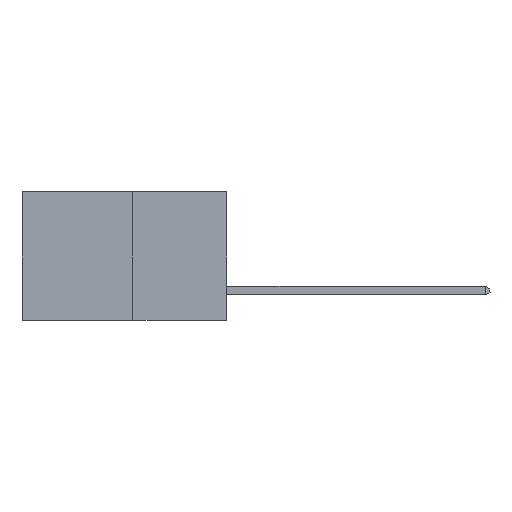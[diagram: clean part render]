
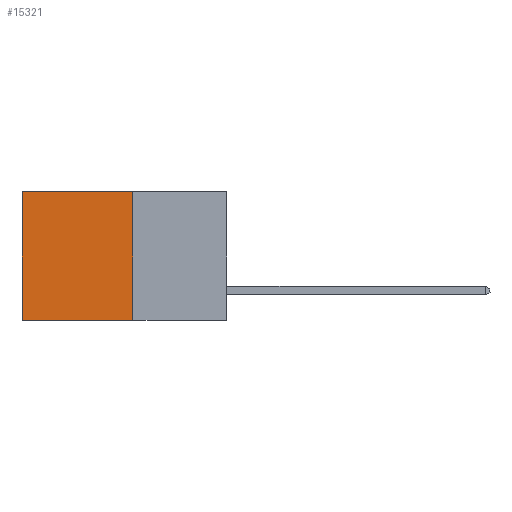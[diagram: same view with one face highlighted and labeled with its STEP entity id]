
A CAD part, left-side view. The second image highlights one B-rep face of the part: STEP entity #15321.
In plain terms, the highlighted planar face has unit normal (-1, 0, 0).
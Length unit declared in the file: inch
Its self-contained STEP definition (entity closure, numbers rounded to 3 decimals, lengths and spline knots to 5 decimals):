
#267 = CARTESIAN_POINT ( 'NONE',  ( 0.277, 0.27, -0.37 ) ) ;
#1567 = AXIS2_PLACEMENT_3D ( 'NONE', #19964, #10056, #21604 ) ;
#1848 = VECTOR ( 'NONE', #18969, 39.37008 ) ;
#1956 = FACE_OUTER_BOUND ( 'NONE', #18802, .T. ) ;
#2507 = VERTEX_POINT ( 'NONE', #3862 ) ;
#3243 = PLANE ( 'NONE',  #1567 ) ;
#3862 = CARTESIAN_POINT ( 'NONE',  ( 0.277, 0.59, -0.37 ) ) ;
#4640 = EDGE_CURVE ( 'NONE', #7113, #2507, #20510, .T. ) ;
#6983 = DIRECTION ( 'NONE',  ( 0., 0., -1. ) ) ;
#7113 = VERTEX_POINT ( 'NONE', #14538 ) ;
#7481 = LINE ( 'NONE', #18804, #1848 ) ;
#7761 = VERTEX_POINT ( 'NONE', #267 ) ;
#8434 = DIRECTION ( 'NONE',  ( 0., 0., -1. ) ) ;
#8494 = CARTESIAN_POINT ( 'NONE',  ( 0.277, 0.27, -0.37 ) ) ;
#8753 = EDGE_CURVE ( 'NONE', #7761, #2507, #7481, .T. ) ;
#9683 = ORIENTED_EDGE ( 'NONE', *, *, #9769, .F. ) ;
#9769 = EDGE_CURVE ( 'NONE', #16652, #7761, #12109, .T. ) ;
#10056 = DIRECTION ( 'NONE',  ( 1., 0., 0. ) ) ;
#11004 = ORIENTED_EDGE ( 'NONE', *, *, #19699, .T. ) ;
#11569 = CARTESIAN_POINT ( 'NONE',  ( 0.277, 0.27, 0. ) ) ;
#11726 = VECTOR ( 'NONE', #6983, 39.37008 ) ;
#11728 = LINE ( 'NONE', #11569, #16107 ) ;
#12109 = LINE ( 'NONE', #8494, #15971 ) ;
#12377 = ORIENTED_EDGE ( 'NONE', *, *, #8753, .F. ) ;
#14418 = CARTESIAN_POINT ( 'NONE',  ( 0.277, 0.59, -0.37 ) ) ;
#14538 = CARTESIAN_POINT ( 'NONE',  ( 0.277, 0.59, 0. ) ) ;
#14891 = DIRECTION ( 'NONE',  ( 0., 1., 0. ) ) ;
#15321 = ADVANCED_FACE ( 'NONE', ( #1956 ), #3243, .F. ) ;
#15971 = VECTOR ( 'NONE', #8434, 39.37008 ) ;
#16107 = VECTOR ( 'NONE', #14891, 39.37008 ) ;
#16159 = ORIENTED_EDGE ( 'NONE', *, *, #4640, .T. ) ;
#16652 = VERTEX_POINT ( 'NONE', #20208 ) ;
#18802 = EDGE_LOOP ( 'NONE', ( #16159, #12377, #9683, #11004 ) ) ;
#18804 = CARTESIAN_POINT ( 'NONE',  ( 0.277, 0.27, -0.37 ) ) ;
#18969 = DIRECTION ( 'NONE',  ( 0., 1., 0. ) ) ;
#19699 = EDGE_CURVE ( 'NONE', #16652, #7113, #11728, .T. ) ;
#19964 = CARTESIAN_POINT ( 'NONE',  ( 0.277, 0.27, -0.37 ) ) ;
#20208 = CARTESIAN_POINT ( 'NONE',  ( 0.277, 0.27, 0. ) ) ;
#20510 = LINE ( 'NONE', #14418, #11726 ) ;
#21604 = DIRECTION ( 'NONE',  ( 0., 0., -1. ) ) ;
